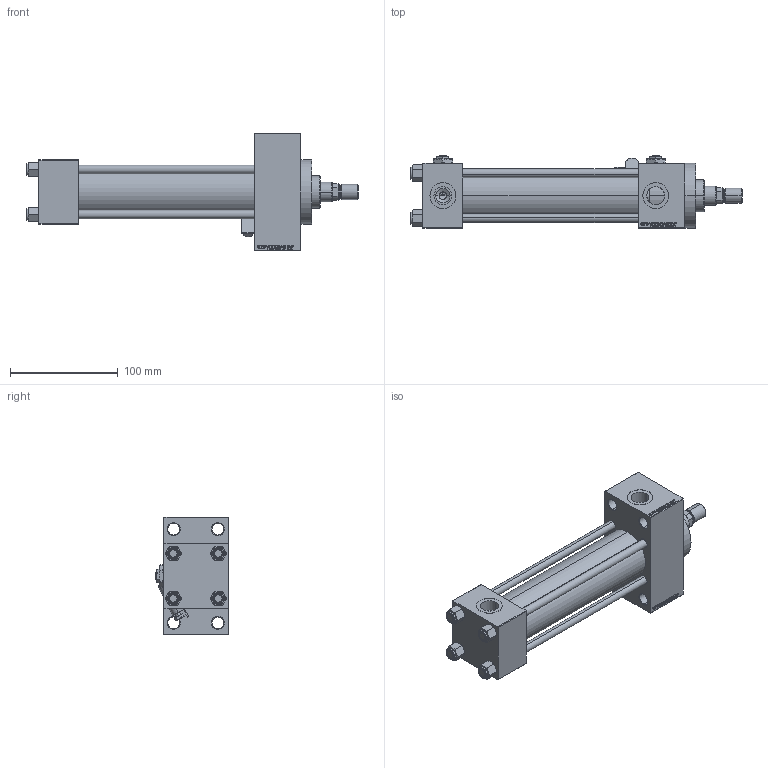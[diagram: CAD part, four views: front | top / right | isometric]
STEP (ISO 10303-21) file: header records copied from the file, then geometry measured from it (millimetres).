
FILE_DESCRIPTION (( 'STEP AP203' ), '1' );
FILE_NAME ('c30c.STEP', '2025-04-25T08:28:10', ( '' ), ( '' ), 'SwSTEP 2.0', 'SolidWorks 2019', '' );
FILE_SCHEMA (( 'CONFIG_CONTROL_DESIGN' ));
Length unit declared in the file: millimetre
Products named in the file (9): V215CR_D_Body b9c4e018a49ca07ff2d65bd4ec6ea4dd; c30c; V215_VC_A b9c4e018a49ca07ff2d65bd4ec6ea4dd; Zatka_pro_OIL_PORT b9c4e018a49ca07ff2d65bd4ec6ea4dd; NUT_M5_D b9c4e018a49ca07ff2d65bd4ec6ea4dd; ROD_END_AH b9c4e018a49ca07ff2d65bd4ec6ea4dd; V215CR_D_TYCINKA b9c4e018a49ca07ff2d65bd4ec6ea4dd; MSRF_MSRG1 b9c4e018a49ca07ff2d65bd4ec6ea4dd; V215CR_VCP_D b9c4e018a49ca07ff2d65bd4ec6ea4dd
Assembly tree (15 placements, depth 2):
  c30c
    V215CR_D_Body b9c4e018a49ca07ff2d65bd4ec6ea4dd
    V215CR_VCP_D b9c4e018a49ca07ff2d65bd4ec6ea4dd
    NUT_M5_D b9c4e018a49ca07ff2d65bd4ec6ea4dd  x4
    V215CR_D_TYCINKA b9c4e018a49ca07ff2d65bd4ec6ea4dd  x4
    V215_VC_A b9c4e018a49ca07ff2d65bd4ec6ea4dd
    ROD_END_AH b9c4e018a49ca07ff2d65bd4ec6ea4dd
    MSRF_MSRG1 b9c4e018a49ca07ff2d65bd4ec6ea4dd
    Zatka_pro_OIL_PORT b9c4e018a49ca07ff2d65bd4ec6ea4dd  x2
Bounding box: 308 x 67 x 109 mm (x, y, z)
Volume: 606929.9 mm3; surface area: 173326.3 mm2
Topology: 15 solids, 15 shells, 1251 faces, 3091 edges, 1990 vertices
Faces by surface type: plane 568, bspline 368, cone 188, cylinder 117, torus 10
Entity records: 50783 total; most frequent: CARTESIAN_POINT 25938, ORIENTED_EDGE 5482, DIRECTION 3679, EDGE_CURVE 2741, VERTEX_POINT 1788, VECTOR 1615, LINE 1615, EDGE_LOOP 1231
